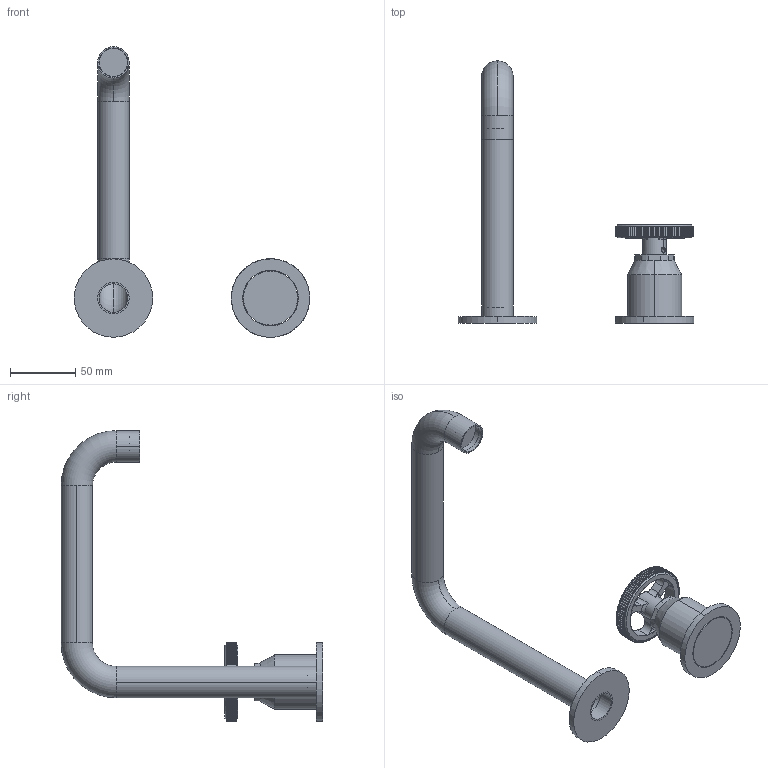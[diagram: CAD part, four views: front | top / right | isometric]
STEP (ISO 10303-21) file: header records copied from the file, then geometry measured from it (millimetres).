
FILE_DESCRIPTION (( 'STEP AP214' ), '1' );
FILE_NAME ('33031.STEP', '2026-01-19T13:57:22', ( '' ), ( '' ), 'SwSTEP 2.0', 'SolidWorks 2018', '' );
FILE_SCHEMA (( 'AUTOMOTIVE_DESIGN' ));
Length unit declared in the file: millimetre
Products named in the file (7): maniglia_5; ghiera premicartuccia incassio; 912; 941; Rosone per bocca 33037; 33031; contenitore cart. diam.35
Assembly tree (6 placements, depth 2):
  33031
    contenitore cart. diam.35
    912
    ghiera premicartuccia incassio
    maniglia_5
    941
    Rosone per bocca 33037
Bounding box: 179.94 x 200 x 221.99 mm (x, y, z)
Volume: 115865.8 mm3; surface area: 89535.1 mm2
Topology: 6 solids, 6 shells, 425 faces, 1190 edges, 775 vertices
Faces by surface type: cylinder 224, cone 110, plane 48, torus 35, sphere 6, bspline 2
Entity records: 17496 total; most frequent: CARTESIAN_POINT 6052, DIRECTION 2556, ORIENTED_EDGE 2368, AXIS2_PLACEMENT_3D 1189, EDGE_CURVE 1184, VERTEX_POINT 775, CIRCLE 757, EDGE_LOOP 441
